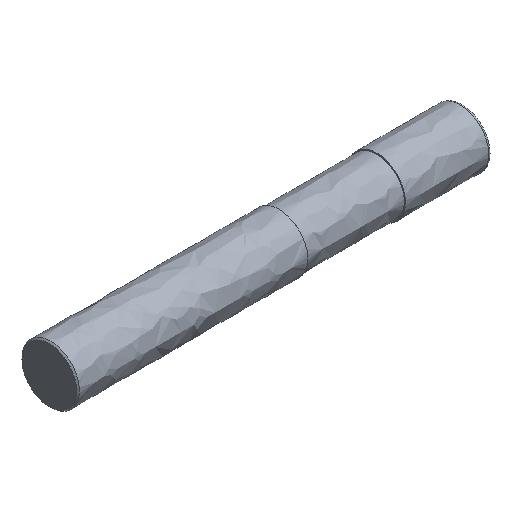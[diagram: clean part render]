
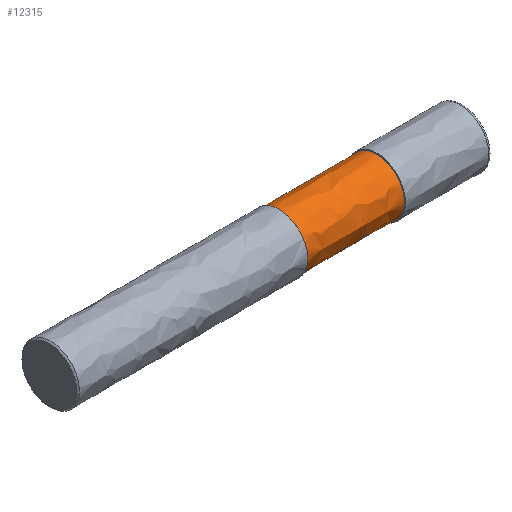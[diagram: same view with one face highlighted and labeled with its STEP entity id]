
A CAD part, isometric view. The second image highlights one B-rep face of the part: STEP entity #12315.
In plain terms, the highlighted free-form (B-spline) face has degree [5, 3] with [6, 4] control points.
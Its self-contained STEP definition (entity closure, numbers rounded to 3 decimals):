
#12220 = CARTESIAN_POINT ('', (-32., 4.8, 0.));
#12221 = VERTEX_POINT ('', #12220);
#12222 = CARTESIAN_POINT ('', (-32., 4.8, 0.));
#12223 = CARTESIAN_POINT ('', (-32., 4.8, -19.2));
#12224 = CARTESIAN_POINT ('', (-32., -14.4, -9.6));
#12225 = CARTESIAN_POINT ('', (-32., -14.4, 9.6));
#12226 = CARTESIAN_POINT ('', (-32., 4.8, 19.2));
#12227 = CARTESIAN_POINT ('', (-32., 4.8, 0.));
#12228 = (
   BOUNDED_CURVE ()
   B_SPLINE_CURVE (5, (#12222, #12223, #12224, #12225, #12226, #12227), .UNSPECIFIED., .T., .U.)
   B_SPLINE_CURVE_WITH_KNOTS ((6, 6), (0., 1.), .UNSPECIFIED.)
   CURVE ()
   GEOMETRIC_REPRESENTATION_ITEM ()
   RATIONAL_B_SPLINE_CURVE ((5., 1., 1., 1., 1., 5.))
   REPRESENTATION_ITEM ('')
);
#12229 = EDGE_CURVE ('', #12221, #12221, #12228, .T.);
#12268 = CARTESIAN_POINT ('', (-15., 4.8, 0.));
#12269 = VERTEX_POINT ('', #12268);
#12270 = CARTESIAN_POINT ('', (-15., 4.8, 0.));
#12271 = CARTESIAN_POINT ('', (-15., 4.8, -19.2));
#12272 = CARTESIAN_POINT ('', (-15., -14.4, -9.6));
#12273 = CARTESIAN_POINT ('', (-15., -14.4, 9.6));
#12274 = CARTESIAN_POINT ('', (-15., 4.8, 19.2));
#12275 = CARTESIAN_POINT ('', (-15., 4.8, 0.));
#12276 = (
   BOUNDED_CURVE ()
   B_SPLINE_CURVE (5, (#12270, #12271, #12272, #12273, #12274, #12275), .UNSPECIFIED., .T., .U.)
   B_SPLINE_CURVE_WITH_KNOTS ((6, 6), (0., 1.), .UNSPECIFIED.)
   CURVE ()
   GEOMETRIC_REPRESENTATION_ITEM ()
   RATIONAL_B_SPLINE_CURVE ((5., 1., 1., 1., 1., 5.))
   REPRESENTATION_ITEM ('')
);
#12277 = EDGE_CURVE ('', #12269, #12269, #12276, .T.);
#12278 = ORIENTED_EDGE ('', *, *, #12277, .T.);
#12279 = CARTESIAN_POINT ('', (-32., 4.8, 0.));
#12280 = CARTESIAN_POINT ('', (-26.333, 4.8, 0.));
#12281 = CARTESIAN_POINT ('', (-20.667, 4.8, 0.));
#12282 = CARTESIAN_POINT ('', (-15., 4.8, 0.));
#12283 = B_SPLINE_CURVE_WITH_KNOTS ('', 3, (#12279, #12280, #12281, #12282), .UNSPECIFIED., .F., .U., (4, 4), (0., 1.), .UNSPECIFIED.);
#12284 = EDGE_CURVE ('', #12221, #12269, #12283, .T.);
#12285 = ORIENTED_EDGE ('', *, *, #12284, .F.);
#12286 = ORIENTED_EDGE ('', *, *, #12229, .F.);
#12287 = ORIENTED_EDGE ('', *, *, #12284, .T.);
#12288 = EDGE_LOOP ('', (#12278, #12285, #12286, #12287));
#12289 = FACE_OUTER_BOUND ('', #12288, .T.);
#12290 = CARTESIAN_POINT ('', (-32., 4.8, 0.));
#12291 = CARTESIAN_POINT ('', (-26.333, 4.8, 0.));
#12292 = CARTESIAN_POINT ('', (-20.667, 4.8, 0.));
#12293 = CARTESIAN_POINT ('', (-15., 4.8, 0.));
#12294 = CARTESIAN_POINT ('', (-32., 4.8, 19.2));
#12295 = CARTESIAN_POINT ('', (-26.333, 4.8, 19.2));
#12296 = CARTESIAN_POINT ('', (-20.667, 4.8, 19.2));
#12297 = CARTESIAN_POINT ('', (-15., 4.8, 19.2));
#12298 = CARTESIAN_POINT ('', (-32., -14.4, 9.6));
#12299 = CARTESIAN_POINT ('', (-26.333, -14.4, 9.6));
#12300 = CARTESIAN_POINT ('', (-20.667, -14.4, 9.6));
#12301 = CARTESIAN_POINT ('', (-15., -14.4, 9.6));
#12302 = CARTESIAN_POINT ('', (-32., -14.4, -9.6));
#12303 = CARTESIAN_POINT ('', (-26.333, -14.4, -9.6));
#12304 = CARTESIAN_POINT ('', (-20.667, -14.4, -9.6));
#12305 = CARTESIAN_POINT ('', (-15., -14.4, -9.6));
#12306 = CARTESIAN_POINT ('', (-32., 4.8, -19.2));
#12307 = CARTESIAN_POINT ('', (-26.333, 4.8, -19.2));
#12308 = CARTESIAN_POINT ('', (-20.667, 4.8, -19.2));
#12309 = CARTESIAN_POINT ('', (-15., 4.8, -19.2));
#12310 = CARTESIAN_POINT ('', (-32., 4.8, 0.));
#12311 = CARTESIAN_POINT ('', (-26.333, 4.8, 0.));
#12312 = CARTESIAN_POINT ('', (-20.667, 4.8, 0.));
#12313 = CARTESIAN_POINT ('', (-15., 4.8, 0.));
#12314 = (
   BOUNDED_SURFACE ()
   B_SPLINE_SURFACE (5, 3, ((#12290, #12291, #12292, #12293), (#12294, #12295, #12296, #12297), (#12298, #12299, #12300, #12301), (#12302, #12303, #12304, #12305), (#12306, #12307, #12308, #12309), (#12310, #12311, #12312, #12313)), .UNSPECIFIED., .T., .F., .U.)
   B_SPLINE_SURFACE_WITH_KNOTS ((6, 6), (4, 4), (0., 1.), (0., 1.), .UNSPECIFIED.)
   SURFACE ()
   GEOMETRIC_REPRESENTATION_ITEM ()
   RATIONAL_B_SPLINE_SURFACE (((5., 5., 5., 5.), (1., 1., 1., 1.), (1., 1., 1., 1.), (1., 1., 1., 1.), (1., 1., 1., 1.), (5., 5., 5., 5.)))
   REPRESENTATION_ITEM ('')
);
#12315 = ADVANCED_FACE ('', (#12289), #12314, .T.);
